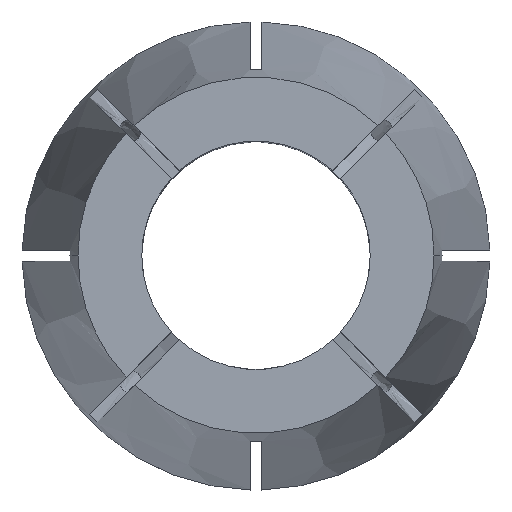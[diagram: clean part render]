
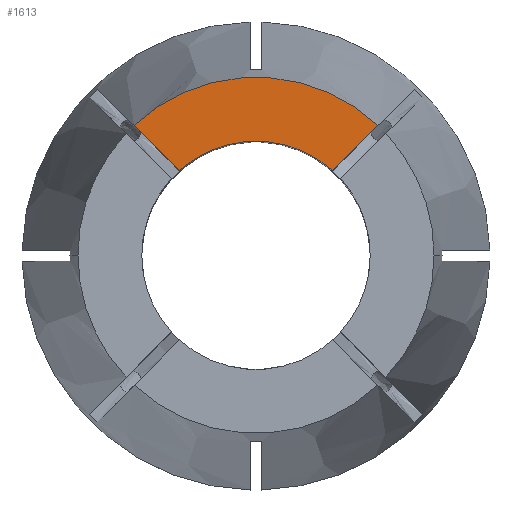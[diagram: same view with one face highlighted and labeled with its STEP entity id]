
A CAD part, top view. The second image highlights one B-rep face of the part: STEP entity #1613.
In plain terms, the highlighted planar face has unit normal (0, 0, 1).
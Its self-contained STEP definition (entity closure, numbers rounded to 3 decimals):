
#38 = DIRECTION ( 'NONE',  ( 0.707, 0.707, 0. ) ) ;
#151 = EDGE_CURVE ( 'NONE', #372, #2532, #535, .T. ) ;
#180 = CARTESIAN_POINT ( 'NONE',  ( 0., 0., 0. ) ) ;
#239 = EDGE_CURVE ( 'NONE', #924, #2532, #1009, .T. ) ;
#359 = ORIENTED_EDGE ( 'NONE', *, *, #2716, .T. ) ;
#372 = VERTEX_POINT ( 'NONE', #1852 ) ;
#500 = DIRECTION ( 'NONE',  ( 0., 0., -1. ) ) ;
#535 = CIRCLE ( 'NONE', #877, 10. ) ;
#536 = DIRECTION ( 'NONE',  ( -1., 0., 0. ) ) ;
#759 = ORIENTED_EDGE ( 'NONE', *, *, #151, .F. ) ;
#846 = DIRECTION ( 'NONE',  ( 1., 0., 0. ) ) ;
#877 = AXIS2_PLACEMENT_3D ( 'NONE', #180, #2795, #846 ) ;
#924 = VERTEX_POINT ( 'NONE', #2313 ) ;
#965 = ORIENTED_EDGE ( 'NONE', *, *, #2874, .T. ) ;
#995 = CARTESIAN_POINT ( 'NONE',  ( -6.709, 7.416, 0. ) ) ;
#1009 = LINE ( 'NONE', #1532, #2171 ) ;
#1088 = CARTESIAN_POINT ( 'NONE',  ( -0.354, 0.354, 0. ) ) ;
#1198 = PLANE ( 'NONE',  #2871 ) ;
#1245 = AXIS2_PLACEMENT_3D ( 'NONE', #2610, #2789, #2619 ) ;
#1330 = EDGE_LOOP ( 'NONE', ( #759, #965, #359, #2194 ) ) ;
#1377 = DIRECTION ( 'NONE',  ( 0.707, -0.707, 0. ) ) ;
#1532 = CARTESIAN_POINT ( 'NONE',  ( 0.354, 0.354, 0. ) ) ;
#1613 = ADVANCED_FACE ( 'NONE', ( #1730 ), #1198, .F. ) ;
#1630 = CARTESIAN_POINT ( 'NONE',  ( 0., 0., 0. ) ) ;
#1648 = LINE ( 'NONE', #1088, #2858 ) ;
#1730 = FACE_OUTER_BOUND ( 'NONE', #1330, .T. ) ;
#1759 = CARTESIAN_POINT ( 'NONE',  ( 10.668, 11.376, 0. ) ) ;
#1852 = CARTESIAN_POINT ( 'NONE',  ( 6.709, 7.416, 0. ) ) ;
#2171 = VECTOR ( 'NONE', #1377, 1000. ) ;
#2194 = ORIENTED_EDGE ( 'NONE', *, *, #239, .T. ) ;
#2313 = CARTESIAN_POINT ( 'NONE',  ( -10.668, 11.376, 0. ) ) ;
#2463 = CIRCLE ( 'NONE', #1245, 15.595 ) ;
#2532 = VERTEX_POINT ( 'NONE', #995 ) ;
#2610 = CARTESIAN_POINT ( 'NONE',  ( 0., 0., 0. ) ) ;
#2619 = DIRECTION ( 'NONE',  ( 1., 0., 0. ) ) ;
#2716 = EDGE_CURVE ( 'NONE', #2743, #924, #2463, .T. ) ;
#2743 = VERTEX_POINT ( 'NONE', #1759 ) ;
#2789 = DIRECTION ( 'NONE',  ( 0., 0., 1. ) ) ;
#2795 = DIRECTION ( 'NONE',  ( 0., 0., 1. ) ) ;
#2858 = VECTOR ( 'NONE', #38, 1000. ) ;
#2871 = AXIS2_PLACEMENT_3D ( 'NONE', #1630, #500, #536 ) ;
#2874 = EDGE_CURVE ( 'NONE', #372, #2743, #1648, .T. ) ;
